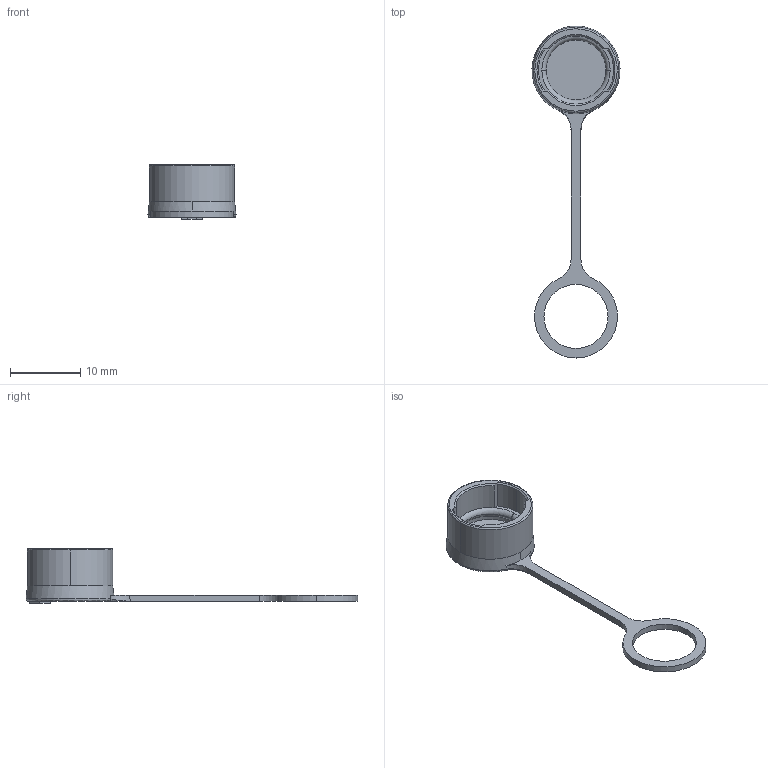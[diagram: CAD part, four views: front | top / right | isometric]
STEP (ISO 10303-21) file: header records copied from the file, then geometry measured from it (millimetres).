
FILE_DESCRIPTION(('CoCreate Modeling STEP Export'),'2;1');
FILE_NAME('HR30-6R-C.stp','2011-03-17T10:48:48',(''),(''),'CoCreate Modeling STEP processor for AP214 (Solid Model)','CoCreate Modeling 17.0 01-Apr-2010 (C) Parametric Technology GmbH','');
FILE_SCHEMA(('AUTOMOTIVE_DESIGN { 1 0 10303 214 1 1 1 1 }'));
Length unit declared in the file: millimetre
Products named in the file (1): HR30-6R-C
Bounding box: 12.51 x 47.16 x 7.8 mm (x, y, z)
Volume: 504.6 mm3; surface area: 961.1 mm2
Topology: 1 solids, 1 shells, 56 faces, 144 edges, 90 vertices
Faces by surface type: plane 20, cylinder 17, cone 8, torus 6, bspline 5
Entity records: 1829 total; most frequent: CARTESIAN_POINT 584, ORIENTED_EDGE 284, DIRECTION 219, EDGE_CURVE 142, VERTEX_POINT 90, AXIS2_PLACEMENT_3D 78, VECTOR 63, LINE 63
